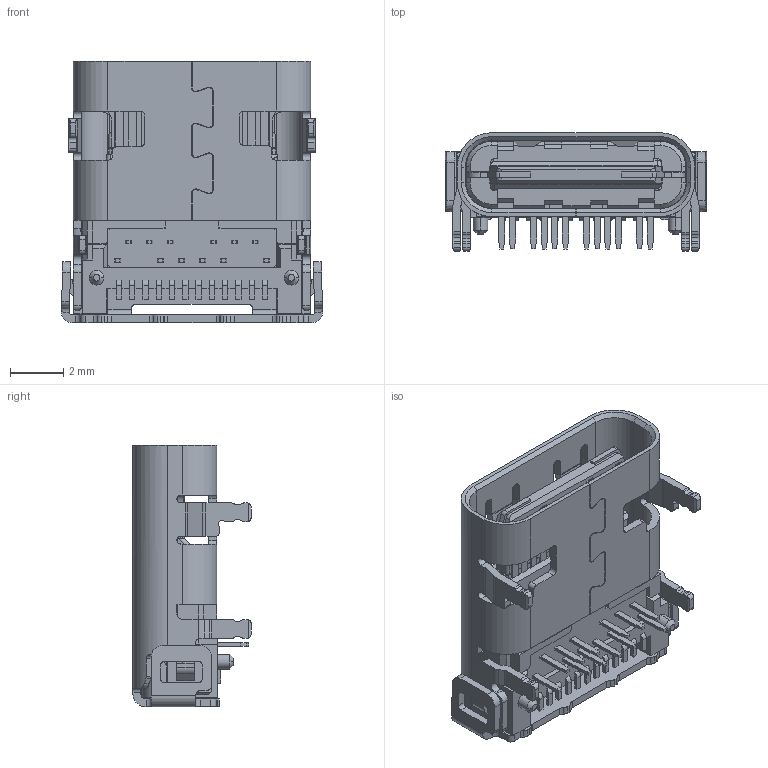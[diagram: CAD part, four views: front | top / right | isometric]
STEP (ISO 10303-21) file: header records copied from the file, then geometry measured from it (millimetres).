
FILE_DESCRIPTION(('CoCreate Modeling STEP Export'),'2;1');
FILE_NAME('014101010-008_USB_C_F_TYPE_DIP_SMT_CONN.stp','2016-01-11T17:23:51',(''),(''),'CoCreate Modeling STEP processor for AP214 (Solid Model)','CoCreate Modeling 16.00 13-May-2008 (C) Parametric Technology GmbH','');
FILE_SCHEMA(('AUTOMOTIVE_DESIGN { 1 0 10303 214 1 1 1 1 }'));
Length unit declared in the file: millimetre
Products named in the file (35): p1.1; p1.1.1; p1.1.2; p1.1.3; p1.1.4; p1.1.5; p1.1.6; p1.1.7; p1.1.8; p1.1.9; p1.1.10; p1.1.11; p1.1.12; p1.1.13; p1.1.14; p1.1.15; p1.1.16; p1.1.17; p1.1.18; p1.1.19; p1.1.20; p1.1.21; p1.1.22; p1.1.23; p1.1.24; p1.1.25; p1.1.26; p1.1.27; p1.1.28; p1.1.29; p1.1.30; p1.1.31; 014101010-008_USB_C_F_TYPE_DIP_SMT_CONN.stp; p1
Assembly tree (33 placements, depth 3):
  014101010-008_USB_C_F_TYPE_DIP_SMT_CONN.stp
    p1.1
      p1.1.31
      p1.1.30
      p1.1.29
      p1.1.28
      p1.1.27
      p1.1.26
      p1.1.25
      p1.1.24
      p1.1.23
      p1.1.22
      p1.1.21
      p1.1.20
      p1.1.19
      p1.1.18
      p1.1.17
      p1.1.16
      p1.1.15
      p1.1.14
      p1.1.13
      p1.1.12
      p1.1.11
      p1.1.10
      p1.1.9
      p1.1.8
      p1.1.7
      p1.1.6
      p1.1.5
      p1.1.4
      p1.1.3
      p1.1.2
      p1.1.1
      p1.1
  p1
Bounding box: 9.85 x 4.46 x 9.87 mm (x, y, z)
Volume: 1.1 mm3; surface area: 849.9 mm2
Topology: 31 solids, 37 shells, 1892 faces, 5402 edges, 3503 vertices
Faces by surface type: plane 1431, cylinder 431, cone 22, bspline 6, sphere 2
Entity records: 58740 total; most frequent: CARTESIAN_POINT 10768, ORIENTED_EDGE 10689, DIRECTION 8739, EDGE_CURVE 5420, VECTOR 3975, LINE 3975, VERTEX_POINT 3508, AXIS2_PLACEMENT_3D 2382
